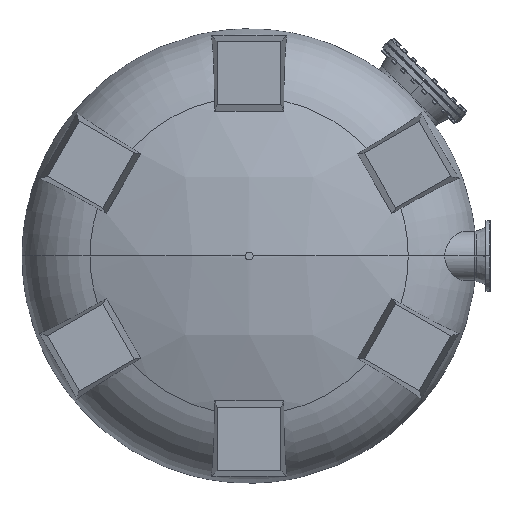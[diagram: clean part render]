
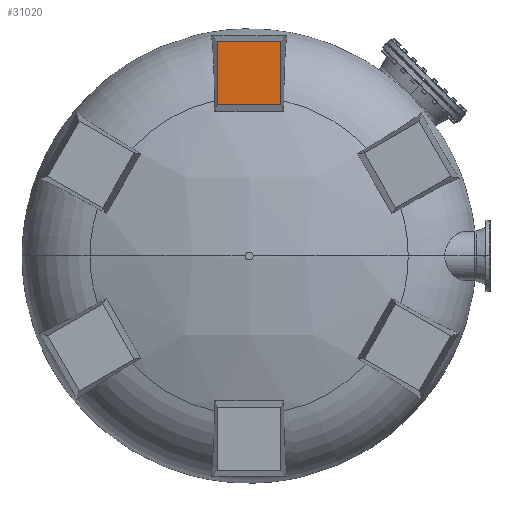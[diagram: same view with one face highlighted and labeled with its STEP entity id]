
A CAD part, front view. The second image highlights one B-rep face of the part: STEP entity #31020.
In plain terms, the highlighted planar face has unit normal (0, -1, 0).
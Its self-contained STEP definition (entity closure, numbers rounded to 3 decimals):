
#593 = ORIENTED_EDGE ( 'NONE', *, *, #20874, .F. ) ;
#620 = CARTESIAN_POINT ( 'NONE',  ( 118.513, -1805.736, 1219.378 ) ) ;
#1839 = CARTESIAN_POINT ( 'NONE',  ( -148.154, -1805.736, 1352.712 ) ) ;
#2458 = B_SPLINE_CURVE_WITH_KNOTS ( 'NONE', 3,
 ( #25418, #620, #20509, #21596 ),
 .UNSPECIFIED., .F., .F.,
 ( 4, 4 ),
 ( 0., 1. ),
 .UNSPECIFIED. ) ;
#2511 = CARTESIAN_POINT ( 'NONE',  ( -281.487, -1805.736, 952.712 ) ) ;
#4138 = VERTEX_POINT ( 'NONE', #26924 ) ;
#5684 = CARTESIAN_POINT ( 'NONE',  ( -281.487, -1805.736, 1352.712 ) ) ;
#9432 = DIRECTION ( 'NONE',  ( 0., -1., 0. ) ) ;
#10681 = EDGE_CURVE ( 'NONE', #34415, #4138, #2458, .T. ) ;
#11053 = CARTESIAN_POINT ( 'NONE',  ( -14.82, -1805.736, 1352.712 ) ) ;
#12637 = CARTESIAN_POINT ( 'NONE',  ( -281.487, -1805.736, 1352.712 ) ) ;
#15745 = EDGE_CURVE ( 'NONE', #4138, #30139, #25423, .T. ) ;
#16873 = B_SPLINE_CURVE_WITH_KNOTS ( 'NONE', 3,
 ( #5684, #1839, #11053, #47508 ),
 .UNSPECIFIED., .F., .F.,
 ( 4, 4 ),
 ( 0., 1. ),
 .UNSPECIFIED. ) ;
#20509 = CARTESIAN_POINT ( 'NONE',  ( 118.513, -1805.736, 1086.045 ) ) ;
#20874 = EDGE_CURVE ( 'NONE', #30139, #39518, #46873, .T. ) ;
#21596 = CARTESIAN_POINT ( 'NONE',  ( 118.513, -1805.736, 952.712 ) ) ;
#21961 = FACE_OUTER_BOUND ( 'NONE', #34513, .T. ) ;
#22928 = CARTESIAN_POINT ( 'NONE',  ( -281.487, -1805.736, 1352.712 ) ) ;
#23765 = CARTESIAN_POINT ( 'NONE',  ( -281.487, -1805.736, 952.712 ) ) ;
#25418 = CARTESIAN_POINT ( 'NONE',  ( 118.513, -1805.736, 1352.712 ) ) ;
#25423 = B_SPLINE_CURVE_WITH_KNOTS ( 'NONE', 3,
 ( #35999, #31629, #44674, #23765 ),
 .UNSPECIFIED., .F., .F.,
 ( 4, 4 ),
 ( 0., 1. ),
 .UNSPECIFIED. ) ;
#25582 = EDGE_CURVE ( 'NONE', #39518, #34415, #16873, .T. ) ;
#25764 = DIRECTION ( 'NONE',  ( 0., 0., 1. ) ) ;
#26304 = CARTESIAN_POINT ( 'NONE',  ( -81.487, -1805.736, 2.712 ) ) ;
#26924 = CARTESIAN_POINT ( 'NONE',  ( 118.513, -1805.736, 952.712 ) ) ;
#28558 = ORIENTED_EDGE ( 'NONE', *, *, #15745, .F. ) ;
#28683 = ORIENTED_EDGE ( 'NONE', *, *, #25582, .F. ) ;
#30139 = VERTEX_POINT ( 'NONE', #45532 ) ;
#31020 = ADVANCED_FACE ( 'NONE', ( #21961 ), #47205, .T. ) ;
#31629 = CARTESIAN_POINT ( 'NONE',  ( -14.82, -1805.736, 952.712 ) ) ;
#34415 = VERTEX_POINT ( 'NONE', #39506 ) ;
#34513 = EDGE_LOOP ( 'NONE', ( #28683, #593, #28558, #45773 ) ) ;
#35999 = CARTESIAN_POINT ( 'NONE',  ( 118.513, -1805.736, 952.712 ) ) ;
#39506 = CARTESIAN_POINT ( 'NONE',  ( 118.513, -1805.736, 1352.712 ) ) ;
#39518 = VERTEX_POINT ( 'NONE', #12637 ) ;
#42189 = AXIS2_PLACEMENT_3D ( 'NONE', #26304, #9432, #25764 ) ;
#44674 = CARTESIAN_POINT ( 'NONE',  ( -148.154, -1805.736, 952.712 ) ) ;
#45532 = CARTESIAN_POINT ( 'NONE',  ( -281.487, -1805.736, 952.712 ) ) ;
#45773 = ORIENTED_EDGE ( 'NONE', *, *, #10681, .F. ) ;
#46873 = B_SPLINE_CURVE_WITH_KNOTS ( 'NONE', 3,
 ( #2511, #52288, #51748, #22928 ),
 .UNSPECIFIED., .F., .F.,
 ( 4, 4 ),
 ( 0., 1. ),
 .UNSPECIFIED. ) ;
#47205 = PLANE ( 'NONE',  #42189 ) ;
#47508 = CARTESIAN_POINT ( 'NONE',  ( 118.513, -1805.736, 1352.712 ) ) ;
#51748 = CARTESIAN_POINT ( 'NONE',  ( -281.487, -1805.736, 1219.378 ) ) ;
#52288 = CARTESIAN_POINT ( 'NONE',  ( -281.487, -1805.736, 1086.045 ) ) ;
